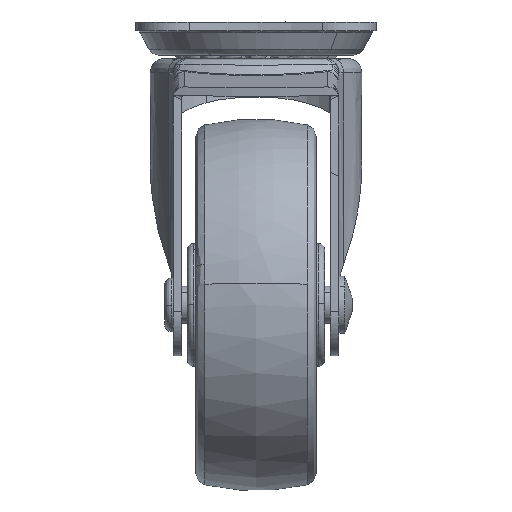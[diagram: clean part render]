
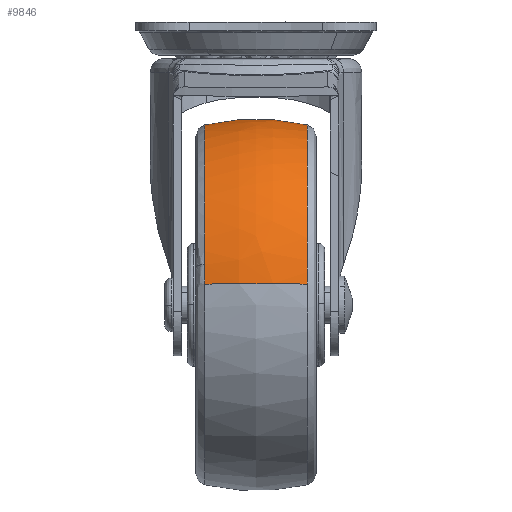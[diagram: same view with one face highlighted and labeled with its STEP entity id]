
A CAD part, left-side view. The second image highlights one B-rep face of the part: STEP entity #9846.
In plain terms, the highlighted free-form (B-spline) face has degree [2, 2] with [5, 5] control points.
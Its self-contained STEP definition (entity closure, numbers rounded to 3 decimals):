
#8802=CARTESIAN_POINT('',(-24.0,-8.947,-16.514));
#8803=VERTEX_POINT('',#8802);
#8821=CARTESIAN_POINT('',(-55.276,-8.947,-44.364));
#8822=VERTEX_POINT('',#8821);
#8823=CARTESIAN_POINT('',(-24.0,-8.947,-16.514));
#8824=CARTESIAN_POINT('',(-26.207,-8.947,-16.513));
#8825=CARTESIAN_POINT('',(-29.607,-8.947,-16.873));
#8826=CARTESIAN_POINT('',(-33.815,-8.947,-18.024));
#8827=CARTESIAN_POINT('',(-36.822,-8.947,-19.189));
#8828=CARTESIAN_POINT('',(-40.29,-8.947,-20.933));
#8829=CARTESIAN_POINT('',(-43.541,-8.947,-23.182));
#8830=CARTESIAN_POINT('',(-46.535,-8.947,-25.926));
#8831=CARTESIAN_POINT('',(-48.791,-8.947,-28.478));
#8832=CARTESIAN_POINT('',(-50.639,-8.947,-31.122));
#8833=CARTESIAN_POINT('',(-52.576,-8.947,-34.554));
#8834=CARTESIAN_POINT('',(-54.299,-8.947,-38.833));
#8835=CARTESIAN_POINT('',(-55.062,-8.947,-42.528));
#8836=CARTESIAN_POINT('',(-55.276,-8.947,-44.364));
#8837=B_SPLINE_CURVE_WITH_KNOTS('',3,(#8823,#8824,#8825,#8826,#8827,#8828,#8829,#8830,#8831,#8832,#8833,#8834,#8835,#8836),.UNSPECIFIED.,.F.,.U.,(4,1,1,1,1,1,1,1,1,1,1,4),(0.,6.622,10.201,13.065,16.286,21.834,24.876,28.456,32.035,34.54,40.267,45.815),.UNSPECIFIED.);
#8838=EDGE_CURVE('',#8803,#8822,#8837,.T.);
#8897=CARTESIAN_POINT('',(-24.0,8.947,-16.514));
#8898=VERTEX_POINT('',#8897);
#8970=CARTESIAN_POINT('',(-54.684,8.947,-40.939));
#8971=VERTEX_POINT('',#8970);
#8983=CARTESIAN_POINT('',(-24.0,8.947,-16.514));
#8984=CARTESIAN_POINT('',(-25.709,8.947,-16.513));
#8985=CARTESIAN_POINT('',(-28.465,8.947,-16.739));
#8986=CARTESIAN_POINT('',(-32.188,8.947,-17.543));
#8987=CARTESIAN_POINT('',(-36.022,8.947,-18.781));
#8988=CARTESIAN_POINT('',(-39.653,8.947,-20.555));
#8989=CARTESIAN_POINT('',(-42.85,8.947,-22.724));
#8990=CARTESIAN_POINT('',(-45.237,8.947,-24.686));
#8991=CARTESIAN_POINT('',(-47.97,8.947,-27.418));
#8992=CARTESIAN_POINT('',(-50.528,8.947,-30.826));
#8993=CARTESIAN_POINT('',(-53.054,8.947,-35.487));
#8994=CARTESIAN_POINT('',(-54.19,8.947,-38.79));
#8995=CARTESIAN_POINT('',(-54.684,8.947,-40.939));
#8996=B_SPLINE_CURVE_WITH_KNOTS('',3,(#8983,#8984,#8985,#8986,#8987,#8988,#8989,#8990,#8991,#8992,#8993,#8994,#8995),.UNSPECIFIED.,.F.,.U.,(4,1,1,1,1,1,1,1,1,1,4),(0.,5.127,8.269,11.411,17.199,20.342,22.988,26.46,31.918,35.722,42.337),.UNSPECIFIED.);
#8997=EDGE_CURVE('',#8898,#8971,#8996,.T.);
#9049=CARTESIAN_POINT('',(-55.276,8.947,-44.364));
#9050=VERTEX_POINT('',#9049);
#9070=CARTESIAN_POINT('',(-54.684,8.947,-40.939));
#9071=CARTESIAN_POINT('',(-54.944,8.947,-42.068));
#9072=CARTESIAN_POINT('',(-55.142,8.947,-43.213));
#9073=CARTESIAN_POINT('',(-55.276,8.947,-44.364));
#9074=B_SPLINE_CURVE_WITH_KNOTS('',3,(#9070,#9071,#9072,#9073),.UNSPECIFIED.,.F.,.U.,(4,4),(0.,3.478),.UNSPECIFIED.);
#9075=EDGE_CURVE('',#8971,#9050,#9074,.T.);
#9778=CARTESIAN_POINT('',(-55.276,-8.947,-44.364));
#9779=CARTESIAN_POINT('',(-55.924,-6.107,-44.289));
#9780=CARTESIAN_POINT('',(-56.435,-1.693,-44.23));
#9781=CARTESIAN_POINT('',(-56.14,4.325,-44.264));
#9782=CARTESIAN_POINT('',(-55.631,7.39,-44.323));
#9783=CARTESIAN_POINT('',(-55.276,8.947,-44.364));
#9784=B_SPLINE_CURVE_WITH_KNOTS('',3,(#9778,#9779,#9780,#9781,#9782,#9783),.UNSPECIFIED.,.F.,.U.,(4,1,1,4),(0.,8.742,13.254,18.047),.UNSPECIFIED.);
#9785=EDGE_CURVE('',#8822,#9050,#9784,.T.);
#9790=CARTESIAN_POINT('',(-24.0,-8.947,-16.514));
#9791=CARTESIAN_POINT('',(-24.,-7.39,-16.156));
#9792=CARTESIAN_POINT('',(-24.,-4.325,-15.644));
#9793=CARTESIAN_POINT('',(-24.,0.095,-15.425));
#9794=CARTESIAN_POINT('',(-24.,4.511,-15.675));
#9795=CARTESIAN_POINT('',(-24.,7.39,-16.156));
#9796=CARTESIAN_POINT('',(-24.0,8.947,-16.514));
#9797=B_SPLINE_CURVE_WITH_KNOTS('',3,(#9790,#9791,#9792,#9793,#9794,#9795,#9796),.UNSPECIFIED.,.F.,.U.,(4,1,1,1,4),(0.,4.794,9.306,13.254,18.047),.UNSPECIFIED.);
#9798=EDGE_CURVE('',#8803,#8898,#9797,.T.);
#9806=CARTESIAN_POINT('',(-23.797,-9.854,-16.733));
#9807=CARTESIAN_POINT('',(-23.789,-5.004,-15.5));
#9808=CARTESIAN_POINT('',(-23.789,0.,-15.5));
#9809=CARTESIAN_POINT('',(-23.789,5.004,-15.5));
#9810=CARTESIAN_POINT('',(-23.797,9.854,-16.733));
#9811=CARTESIAN_POINT('',(-23.898,-9.854,-16.733));
#9812=CARTESIAN_POINT('',(-23.894,-5.004,-15.5));
#9813=CARTESIAN_POINT('',(-23.894,0.,-15.5));
#9814=CARTESIAN_POINT('',(-23.894,5.004,-15.5));
#9815=CARTESIAN_POINT('',(-23.898,9.854,-16.733));
#9816=CARTESIAN_POINT('',(-51.843,-9.854,-16.733));
#9817=CARTESIAN_POINT('',(-52.941,-5.004,-15.5));
#9818=CARTESIAN_POINT('',(-52.941,0.,-15.5));
#9819=CARTESIAN_POINT('',(-52.941,5.004,-15.5));
#9820=CARTESIAN_POINT('',(-51.843,9.854,-16.733));
#9821=CARTESIAN_POINT('',(-55.07,-9.854,-44.495));
#9822=CARTESIAN_POINT('',(-56.295,-5.004,-44.357));
#9823=CARTESIAN_POINT('',(-56.295,0.,-44.357));
#9824=CARTESIAN_POINT('',(-56.295,5.004,-44.357));
#9825=CARTESIAN_POINT('',(-55.07,9.854,-44.495));
#9826=CARTESIAN_POINT('',(-55.083,-9.854,-44.6));
#9827=CARTESIAN_POINT('',(-56.308,-5.004,-44.466));
#9828=CARTESIAN_POINT('',(-56.308,0.,-44.466));
#9829=CARTESIAN_POINT('',(-56.308,5.004,-44.466));
#9830=CARTESIAN_POINT('',(-55.083,9.854,-44.6));
#9838=(BOUNDED_SURFACE()B_SPLINE_SURFACE(2,2,((#9806,#9811,#9816,#9821,#9826),(#9807,#9812,#9817,#9822,#9827),(#9808,#9813,#9818,#9823,#9828),(#9809,#9814,#9819,#9824,#9829),(#9810,#9815,#9820,#9825,#9830)),.UNSPECIFIED.,.F.,.F.,.U.)B_SPLINE_SURFACE_WITH_KNOTS((3,2,3),(3,1,1,3),(0.0,10.298,20.596),(0.0,0.247,49.733,49.981),.UNSPECIFIED.)GEOMETRIC_REPRESENTATION_ITEM()RATIONAL_B_SPLINE_SURFACE(((0.933,0.931,0.679,0.891,0.892),(0.959,0.958,0.699,0.917,0.918),(1.003,1.001,0.731,0.958,0.959),(0.959,0.958,0.699,0.917,0.918),(0.933,0.931,0.679,0.891,0.892)))REPRESENTATION_ITEM('')SURFACE());
#9839=ORIENTED_EDGE('',*,*,#8838,.F.);
#9840=ORIENTED_EDGE('',*,*,#9798,.T.);
#9841=ORIENTED_EDGE('',*,*,#8997,.T.);
#9842=ORIENTED_EDGE('',*,*,#9075,.T.);
#9843=ORIENTED_EDGE('',*,*,#9785,.F.);
#9844=EDGE_LOOP('',(#9839,#9840,#9841,#9842,#9843));
#9845=FACE_OUTER_BOUND('',#9844,.T.);
#9846=ADVANCED_FACE('',(#9845),#9838,.T.);
